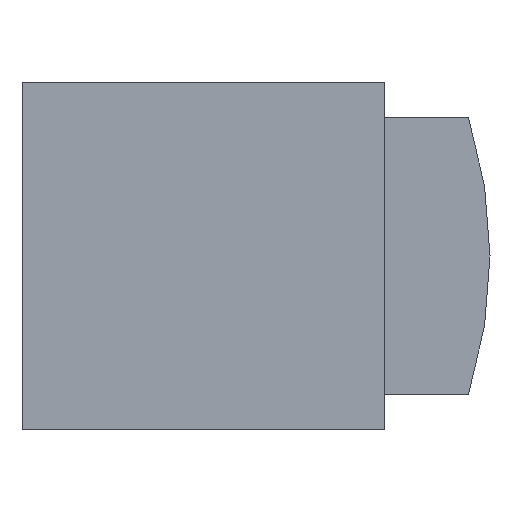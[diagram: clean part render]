
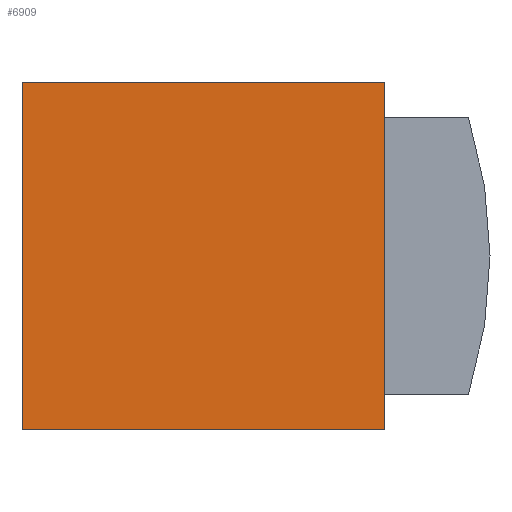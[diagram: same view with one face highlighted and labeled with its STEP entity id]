
A CAD part, front view. The second image highlights one B-rep face of the part: STEP entity #6909.
In plain terms, the highlighted planar face has unit normal (0, -1, 0).
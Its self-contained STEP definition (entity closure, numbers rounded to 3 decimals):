
#145=PLANE('',#7319);
#305=LINE('',#9078,#871);
#411=LINE('',#9300,#977);
#426=LINE('',#9338,#992);
#467=LINE('',#9446,#1033);
#871=VECTOR('',#7577,1000.);
#977=VECTOR('',#7749,1000.);
#992=VECTOR('',#7778,1000.);
#1033=VECTOR('',#7861,1000.);
#2127=ORIENTED_EDGE('',*,*,#2936,.F.);
#2128=ORIENTED_EDGE('',*,*,#3050,.F.);
#2129=ORIENTED_EDGE('',*,*,#3124,.F.);
#2130=ORIENTED_EDGE('',*,*,#3070,.F.);
#2936=EDGE_CURVE('',#3670,#3671,#305,.T.);
#3050=EDGE_CURVE('',#3753,#3670,#411,.T.);
#3070=EDGE_CURVE('',#3671,#3770,#426,.T.);
#3124=EDGE_CURVE('',#3770,#3753,#467,.T.);
#3670=VERTEX_POINT('',#9077);
#3671=VERTEX_POINT('',#9079);
#3753=VERTEX_POINT('',#9299);
#3770=VERTEX_POINT('',#9339);
#4388=EDGE_LOOP('',(#2127,#2128,#2129,#2130));
#4688=FACE_BOUND('',#4388,.T.);
#6909=ADVANCED_FACE('',(#4688),#145,.F.);
#7319=AXIS2_PLACEMENT_3D('',#10028,#8358,#8359);
#7577=DIRECTION('',(0.,0.,1.));
#7749=DIRECTION('',(-1.,0.,0.));
#7778=DIRECTION('',(1.,0.,0.));
#7861=DIRECTION('',(0.,0.,-1.));
#8358=DIRECTION('',(0.,1.,0.));
#8359=DIRECTION('',(0.,0.,1.));
#9077=CARTESIAN_POINT('',(-21.,-31.5,-20.1));
#9078=CARTESIAN_POINT('',(-21.,-31.5,-20.1));
#9079=CARTESIAN_POINT('',(-21.,-31.5,20.1));
#9299=CARTESIAN_POINT('',(21.,-31.5,-20.1));
#9300=CARTESIAN_POINT('',(21.,-31.5,-20.1));
#9338=CARTESIAN_POINT('',(-21.,-31.5,20.1));
#9339=CARTESIAN_POINT('',(21.,-31.5,20.1));
#9446=CARTESIAN_POINT('',(21.,-31.5,20.1));
#10028=CARTESIAN_POINT('',(0.,-31.5,0.));
